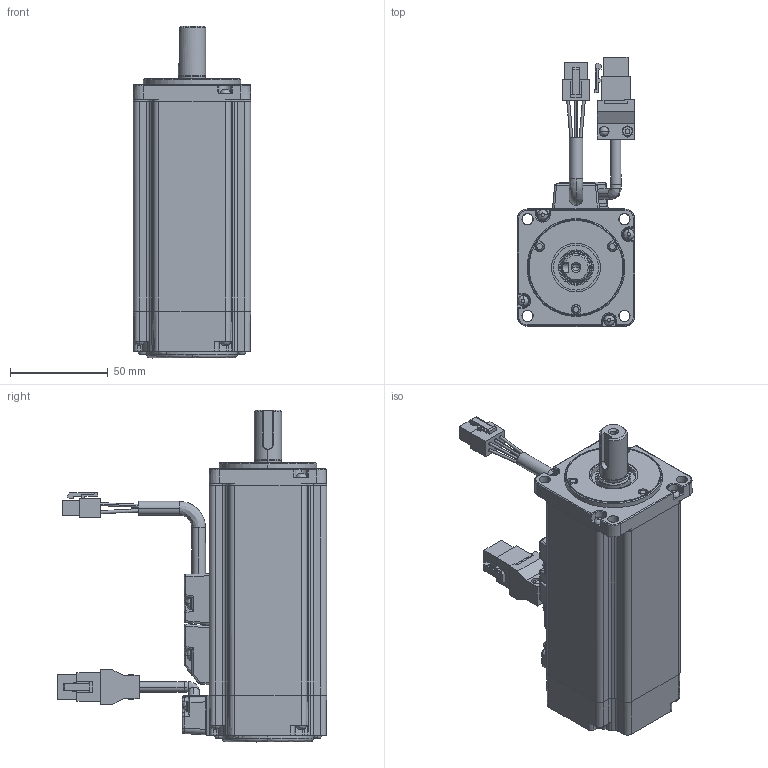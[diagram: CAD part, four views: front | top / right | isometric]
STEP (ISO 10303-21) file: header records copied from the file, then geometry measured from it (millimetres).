
FILE_DESCRIPTION (( 'STEP AP214' ), '1' );
FILE_NAME ('SV2L-x04B ext2B coord fxt r1eb.STEP', '2023-02-22T01:23:51', ( '' ), ( '' ), 'SwSTEP 2.0', 'SolidWorks 2021', '' );
FILE_SCHEMA (( 'AUTOMOTIVE_DESIGN' ));
Length unit declared in the file: inch
Products named in the file (1): SV2L-x04B ext2B coord fxt r1eb
Bounding box: 60.01 x 137.63 x 169.7 mm (x, y, z)
Volume: 486854.3 mm3; surface area: 52820 mm2
Topology: 6 solids, 6 shells, 802 faces, 2001 edges, 1250 vertices
Faces by surface type: plane 324, cylinder 261, bspline 114, cone 91, torus 12
Entity records: 31125 total; most frequent: CARTESIAN_POINT 13502, ORIENTED_EDGE 3980, DIRECTION 3125, EDGE_CURVE 1990, VERTEX_POINT 1250, AXIS2_PLACEMENT_3D 1139, EDGE_LOOP 878, VECTOR 847
